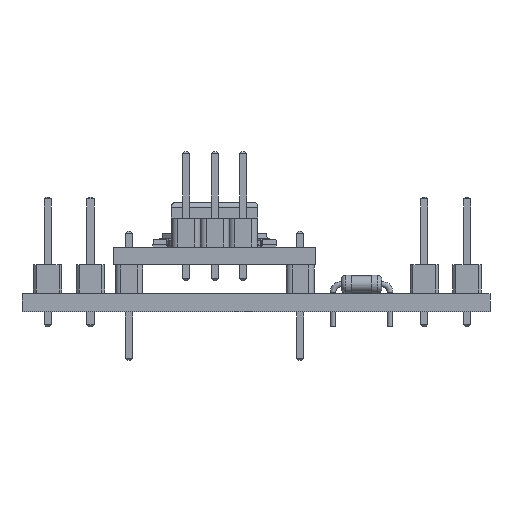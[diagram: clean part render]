
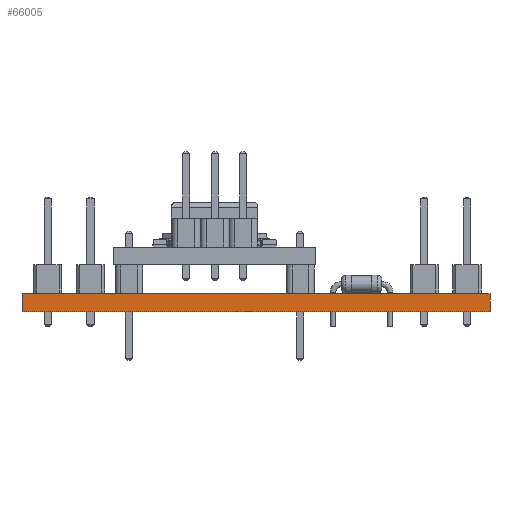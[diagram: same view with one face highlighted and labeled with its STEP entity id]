
A CAD part, front view. The second image highlights one B-rep face of the part: STEP entity #66005.
In plain terms, the highlighted planar face has unit normal (0, -1, 0).
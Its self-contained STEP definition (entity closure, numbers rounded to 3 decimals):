
#66005 = ADVANCED_FACE('',(#66006),#66040,.T.);
#66006 = FACE_BOUND('',#66007,.T.);
#66007 = EDGE_LOOP('',(#66008,#66018,#66026,#66034));
#66008 = ORIENTED_EDGE('',*,*,#66009,.T.);
#66009 = EDGE_CURVE('',#66010,#66012,#66014,.T.);
#66010 = VERTEX_POINT('',#66011);
#66011 = CARTESIAN_POINT('',(151.892,-96.012,0.));
#66012 = VERTEX_POINT('',#66013);
#66013 = CARTESIAN_POINT('',(151.892,-96.012,1.6));
#66014 = LINE('',#66015,#66016);
#66015 = CARTESIAN_POINT('',(151.892,-96.012,0.));
#66016 = VECTOR('',#66017,1.);
#66017 = DIRECTION('',(0.,0.,1.));
#66018 = ORIENTED_EDGE('',*,*,#66019,.T.);
#66019 = EDGE_CURVE('',#66012,#66020,#66022,.T.);
#66020 = VERTEX_POINT('',#66021);
#66021 = CARTESIAN_POINT('',(110.236,-96.012,1.6));
#66022 = LINE('',#66023,#66024);
#66023 = CARTESIAN_POINT('',(151.892,-96.012,1.6));
#66024 = VECTOR('',#66025,1.);
#66025 = DIRECTION('',(-1.,0.,0.));
#66026 = ORIENTED_EDGE('',*,*,#66027,.F.);
#66027 = EDGE_CURVE('',#66028,#66020,#66030,.T.);
#66028 = VERTEX_POINT('',#66029);
#66029 = CARTESIAN_POINT('',(110.236,-96.012,0.));
#66030 = LINE('',#66031,#66032);
#66031 = CARTESIAN_POINT('',(110.236,-96.012,0.));
#66032 = VECTOR('',#66033,1.);
#66033 = DIRECTION('',(0.,0.,1.));
#66034 = ORIENTED_EDGE('',*,*,#66035,.F.);
#66035 = EDGE_CURVE('',#66010,#66028,#66036,.T.);
#66036 = LINE('',#66037,#66038);
#66037 = CARTESIAN_POINT('',(151.892,-96.012,0.));
#66038 = VECTOR('',#66039,1.);
#66039 = DIRECTION('',(-1.,0.,0.));
#66040 = PLANE('',#66041);
#66041 = AXIS2_PLACEMENT_3D('',#66042,#66043,#66044);
#66042 = CARTESIAN_POINT('',(151.892,-96.012,0.));
#66043 = DIRECTION('',(0.,-1.,0.));
#66044 = DIRECTION('',(-1.,0.,0.));
